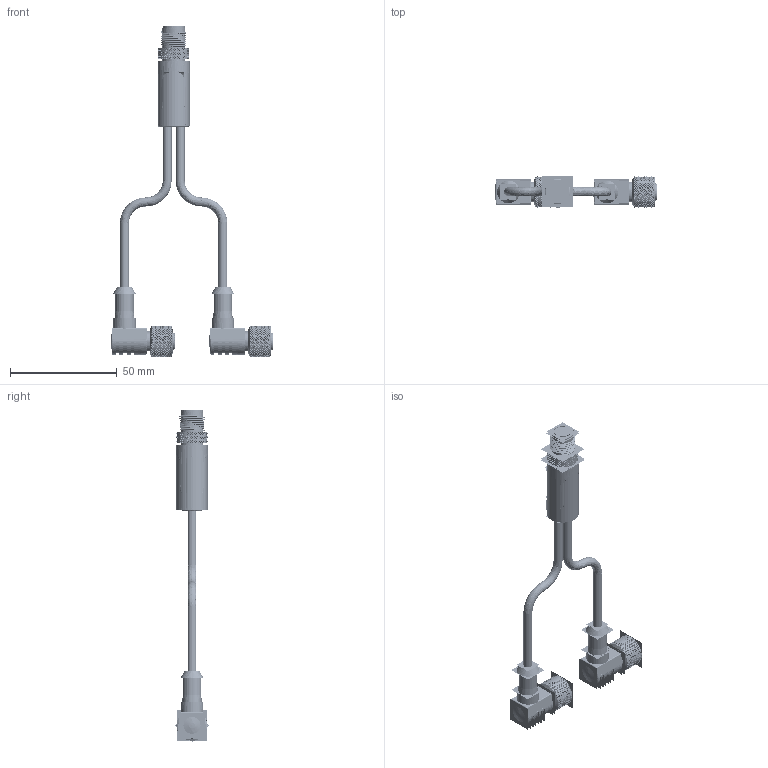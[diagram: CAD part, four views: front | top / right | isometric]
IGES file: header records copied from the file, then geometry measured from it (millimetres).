
Start section:  PTC IGES file: 248093_sm01.igs
Global section: file name: 248093_sm01.igs; native system: Creo Parametric by PTC Inc.; preprocessor: 2022414; author: banengservice; organization: Unknown; date: 20250729.090341; units: millimetre
Bounding box: 76.28 x 15.59 x 155.55 mm (x, y, z)
Volume: 17710.7 mm3; surface area: 65303.1 mm2
Topology: 1 solids, 145 shells, 19712 faces, 87172 edges, 103494 vertices
Faces by surface type: bspline 15114, revolution 4542, extrusion 56
